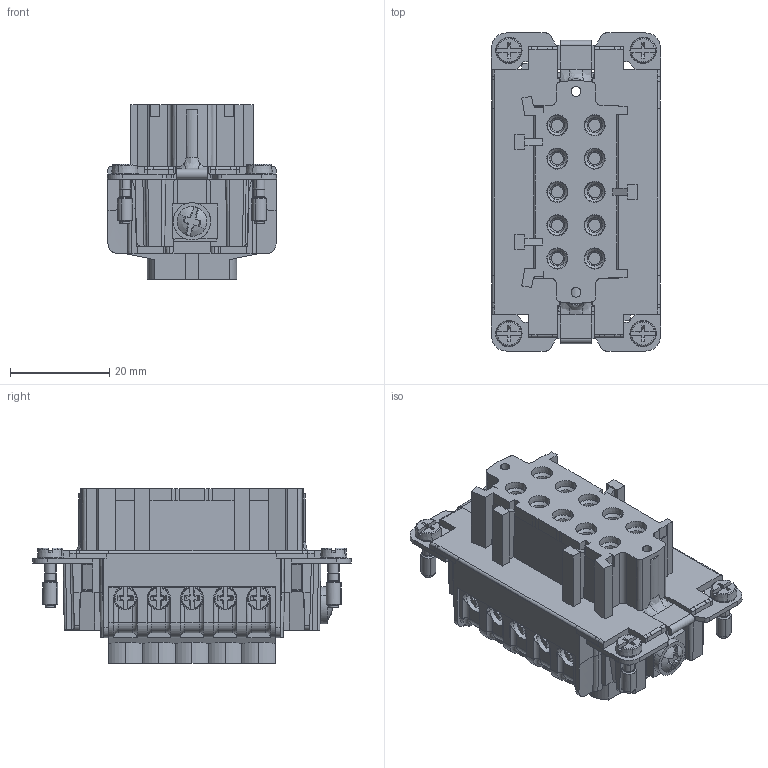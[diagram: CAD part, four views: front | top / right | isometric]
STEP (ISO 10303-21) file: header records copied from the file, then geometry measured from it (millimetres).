
FILE_DESCRIPTION(('CATIA V5 STEP Exchange','CAx-IF Rec.Pracs.--- Model Styling and Organization---1.4--- 2014-01-23'),'2;1');
FILE_NAME ('13500700_6', '2019-10-28T09:43:46+00:00', ('none'), ('Weidmueller'), 'CATIA Version 5-6 Release 2016 SP3 HF44', 'CATIA V5 STEP AP214', 'none');
FILE_SCHEMA(('AUTOMOTIVE_DESIGN { 1 0 10303 214 1 1 1 1 }'));
Products named in the file (1): 1204100000
Bounding box: 34 x 64 x 35.2 mm (x, y, z)
Volume: 34481.8 mm3; surface area: 16390.4 mm2
Topology: 1 solids, 9 shells, 2100 faces, 5784 edges, 3769 vertices
Faces by surface type: plane 1224, cylinder 430, cone 286, torus 100, bspline 24, extrusion 24, revolution 8, sphere 4
Entity records: 67285 total; most frequent: CARTESIAN_POINT 18812, ORIENTED_EDGE 11558, DIRECTION 7470, EDGE_CURVE 5779, VERTEX_POINT 3767, VECTOR 3700, LINE 3676, AXIS2_PLACEMENT_3D 2474
